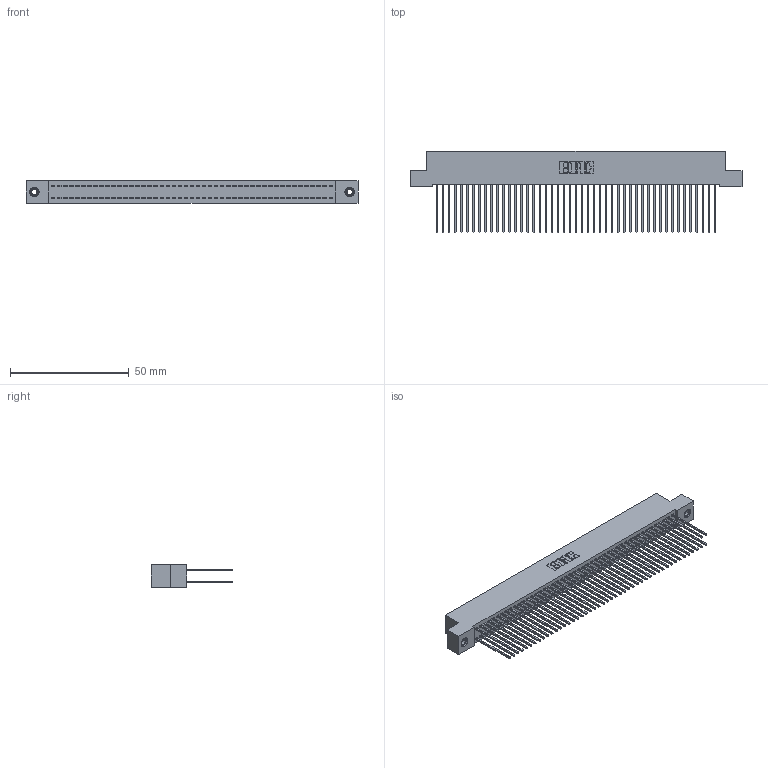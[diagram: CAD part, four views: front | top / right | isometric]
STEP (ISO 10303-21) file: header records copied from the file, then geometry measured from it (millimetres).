
FILE_DESCRIPTION (( 'STEP AP203' ), '1' );
FILE_NAME ('392-094-541-208.STEP', '2019-10-09T19:23:43', ( '' ), ( '' ), 'SwSTEP 2.0', 'SolidWorks 2016', '' );
FILE_SCHEMA (( 'CONFIG_CONTROL_DESIGN' ));
Length unit declared in the file: inch
Products named in the file (4): 345-250-001_345-250-003-102; 392-094-541-208; 342 Part_TI; 345-292-001_345-293-141
Assembly tree (97 placements, depth 2):
  392-094-541-208
    342 Part_TI
    345-292-001_345-293-141  x94
    345-250-001_345-250-003-102  x2
Bounding box: 139.7 x 34.3 x 9.4 mm (x, y, z)
Volume: 13109.3 mm3; surface area: 23910.8 mm2
Topology: 97 solids, 97 shells, 5058 faces, 15005 edges, 9870 vertices
Faces by surface type: plane 3482, cylinder 1560, cone 12, torus 4
Entity records: 30662 total; most frequent: CARTESIAN_POINT 5057, ORIENTED_EDGE 4986, DIRECTION 4343, EDGE_CURVE 2493, VECTOR 2345, LINE 2345, VERTEX_POINT 1656, AXIS2_PLACEMENT_3D 999
